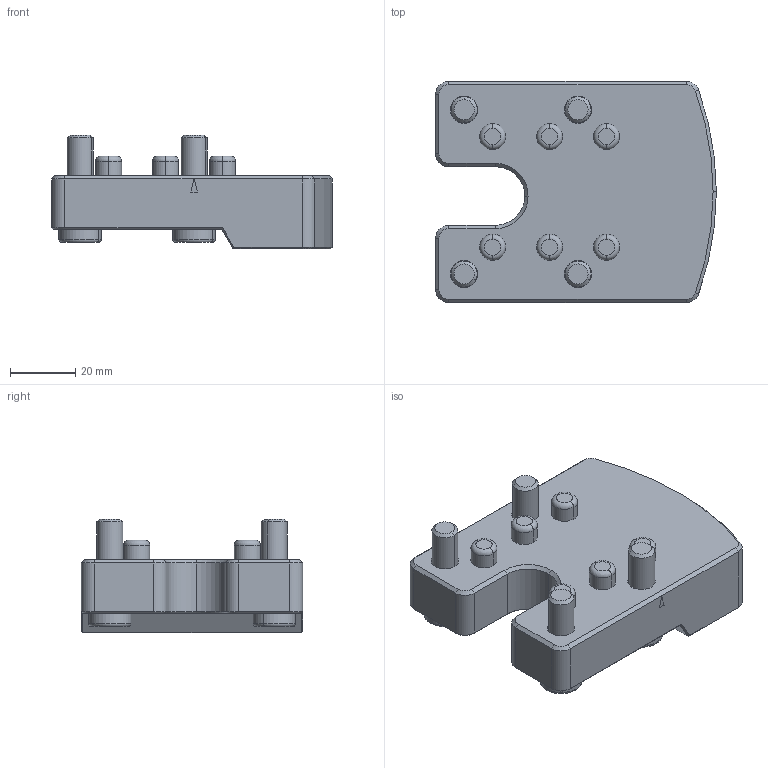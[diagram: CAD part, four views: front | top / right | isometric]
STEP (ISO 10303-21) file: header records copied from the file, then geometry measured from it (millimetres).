
FILE_DESCRIPTION(('no description'),'unknown implementation level');
FILE_NAME('07CD3774-A06F-4BAB-9801-46E1B4B19134_export.stp',' ',('CIMSOURCE GmbH'),('CADClick - KiM GmbH - www.kimweb.de'),'unknown preprocess','ACIS','unknown authorization');
FILE_SCHEMA(('automotive_design'));
Length unit declared in the file: millimetre
Products named in the file (5): 318.107 Kaiser Ausgleichsgewicht AGS 200 x FK AL|690.163 Kaiser ETL M8x25;Hex; 318.107 Kaiser Ausgleichsgewicht AGS 200 x FK AL|318.154 Kaiser Grundk�rper AGS 200 x FK AL;Positionspfeil rechts
Bounding box: 86.25 x 68 x 35 mm (x, y, z)
Volume: 103770.3 mm3; surface area: 24143.7 mm2
Topology: 5 solids, 5 shells, 230 faces, 502 edges, 292 vertices
Faces by surface type: plane 104, cylinder 54, cone 44, torus 28
Entity records: 12079 total; most frequent: DIRECTION 1192, CARTESIAN_POINT 1023, STYLED_ITEM 1021, PRESENTATION_STYLE_ASSIGNMENT 1021, COLOUR_RGB 1021, ORIENTED_EDGE 988, EDGE_CURVE 494, CURVE_STYLE 494
